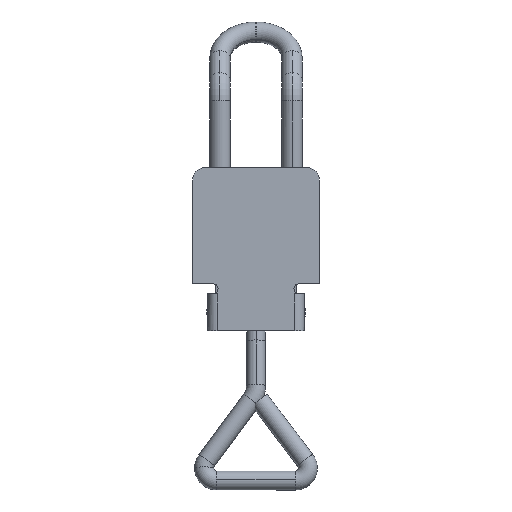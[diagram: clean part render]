
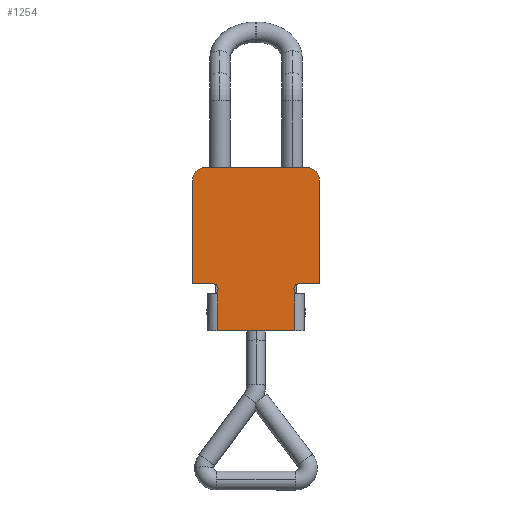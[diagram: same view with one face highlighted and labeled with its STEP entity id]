
A CAD part, front view. The second image highlights one B-rep face of the part: STEP entity #1254.
In plain terms, the highlighted planar face has unit normal (0, -1, 0).
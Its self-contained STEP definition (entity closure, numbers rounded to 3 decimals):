
#6 = VERTEX_POINT ( 'NONE', #3210 ) ;
#85 = EDGE_CURVE ( 'NONE', #5516, #5551, #5461, .T. ) ;
#93 = EDGE_CURVE ( 'NONE', #3196, #3735, #1829, .T. ) ;
#133 = CIRCLE ( 'NONE', #3602, 5. ) ;
#138 = ORIENTED_EDGE ( 'NONE', *, *, #5666, .F. ) ;
#184 = LINE ( 'NONE', #4308, #2604 ) ;
#189 = CIRCLE ( 'NONE', #3646, 2. ) ;
#191 = EDGE_CURVE ( 'NONE', #4260, #3196, #133, .T. ) ;
#389 = LINE ( 'NONE', #2817, #2668 ) ;
#433 = EDGE_LOOP ( 'NONE', ( #3882, #5468, #3837, #2356, #3891, #4935, #5005, #1388, #4624, #5777, #2686, #3115, #1199, #138 ) ) ;
#453 = FACE_OUTER_BOUND ( 'NONE', #433, .T. ) ;
#528 = CARTESIAN_POINT ( 'NONE',  ( -9.737, -3., -50. ) ) ;
#554 = VECTOR ( 'NONE', #3179, 1000. ) ;
#663 = CARTESIAN_POINT ( 'NONE',  ( -45., -3., -5. ) ) ;
#735 = DIRECTION ( 'NONE',  ( -1., 0., 0. ) ) ;
#746 = EDGE_CURVE ( 'NONE', #6, #1547, #189, .T. ) ;
#750 = CARTESIAN_POINT ( 'NONE',  ( -9.737, -3., -64.5 ) ) ;
#751 = CARTESIAN_POINT ( 'NONE',  ( -40.263, -3., -64.5 ) ) ;
#753 = VECTOR ( 'NONE', #5885, 1000. ) ;
#813 = VERTEX_POINT ( 'NONE', #1640 ) ;
#863 = CARTESIAN_POINT ( 'NONE',  ( -42., -3., -46. ) ) ;
#900 = VECTOR ( 'NONE', #735, 1000. ) ;
#924 = CARTESIAN_POINT ( 'NONE',  ( 0., -3., -5. ) ) ;
#985 = EDGE_CURVE ( 'NONE', #813, #4260, #184, .T. ) ;
#1076 = EDGE_CURVE ( 'NONE', #3735, #1532, #3093, .T. ) ;
#1123 = EDGE_CURVE ( 'NONE', #5516, #4625, #1367, .T. ) ;
#1199 = ORIENTED_EDGE ( 'NONE', *, *, #985, .F. ) ;
#1254 = ADVANCED_FACE ( 'NONE', ( #453 ), #4936, .T. ) ;
#1347 = DIRECTION ( 'NONE',  ( -1., 0., 0. ) ) ;
#1367 = LINE ( 'NONE', #750, #2671 ) ;
#1388 = ORIENTED_EDGE ( 'NONE', *, *, #4910, .F. ) ;
#1440 = DIRECTION ( 'NONE',  ( 0., -1., 0. ) ) ;
#1443 = CARTESIAN_POINT ( 'NONE',  ( 0., -3., -46. ) ) ;
#1532 = VERTEX_POINT ( 'NONE', #3072 ) ;
#1535 = CARTESIAN_POINT ( 'NONE',  ( -5., -3., 0. ) ) ;
#1547 = VERTEX_POINT ( 'NONE', #3459 ) ;
#1636 = LINE ( 'NONE', #4979, #2386 ) ;
#1640 = CARTESIAN_POINT ( 'NONE',  ( -50., -3., -46. ) ) ;
#1647 = AXIS2_PLACEMENT_3D ( 'NONE', #4794, #4811, #4815 ) ;
#1829 = LINE ( 'NONE', #3103, #554 ) ;
#1980 = AXIS2_PLACEMENT_3D ( 'NONE', #663, #5669, #5040 ) ;
#2042 = LINE ( 'NONE', #863, #4122 ) ;
#2245 = VERTEX_POINT ( 'NONE', #3768 ) ;
#2271 = DIRECTION ( 'NONE',  ( 0., 0., -1. ) ) ;
#2356 = ORIENTED_EDGE ( 'NONE', *, *, #85, .F. ) ;
#2386 = VECTOR ( 'NONE', #4851, 1000. ) ;
#2425 = EDGE_CURVE ( 'NONE', #2245, #3246, #4970, .T. ) ;
#2470 = EDGE_CURVE ( 'NONE', #6, #2567, #1636, .T. ) ;
#2529 = CARTESIAN_POINT ( 'NONE',  ( -9.737, -3., -64.5 ) ) ;
#2567 = VERTEX_POINT ( 'NONE', #5357 ) ;
#2604 = VECTOR ( 'NONE', #4320, 1000. ) ;
#2619 = EDGE_CURVE ( 'NONE', #2567, #5551, #5816, .T. ) ;
#2668 = VECTOR ( 'NONE', #2670, 1000. ) ;
#2670 = DIRECTION ( 'NONE',  ( 1., 0., 0. ) ) ;
#2671 = VECTOR ( 'NONE', #5765, 1000. ) ;
#2686 = ORIENTED_EDGE ( 'NONE', *, *, #93, .F. ) ;
#2817 = CARTESIAN_POINT ( 'NONE',  ( -45., -3., -50. ) ) ;
#2849 = DIRECTION ( 'NONE',  ( -1., 0., 0. ) ) ;
#3072 = CARTESIAN_POINT ( 'NONE',  ( 0., -3., -5. ) ) ;
#3093 = CIRCLE ( 'NONE', #3607, 5. ) ;
#3103 = CARTESIAN_POINT ( 'NONE',  ( -5., -3., 0. ) ) ;
#3107 = CARTESIAN_POINT ( 'NONE',  ( -6., -3., -64.5 ) ) ;
#3115 = ORIENTED_EDGE ( 'NONE', *, *, #191, .F. ) ;
#3179 = DIRECTION ( 'NONE',  ( 1., 0., 0. ) ) ;
#3196 = VERTEX_POINT ( 'NONE', #4943 ) ;
#3210 = CARTESIAN_POINT ( 'NONE',  ( -42., -3., -50. ) ) ;
#3246 = VERTEX_POINT ( 'NONE', #4397 ) ;
#3459 = CARTESIAN_POINT ( 'NONE',  ( -42., -3., -46. ) ) ;
#3464 = EDGE_CURVE ( 'NONE', #4625, #3246, #389, .T. ) ;
#3602 = AXIS2_PLACEMENT_3D ( 'NONE', #3787, #3790, #3803 ) ;
#3607 = AXIS2_PLACEMENT_3D ( 'NONE', #5346, #5353, #5356 ) ;
#3646 = AXIS2_PLACEMENT_3D ( 'NONE', #5817, #1440, #5838 ) ;
#3735 = VERTEX_POINT ( 'NONE', #1535 ) ;
#3753 = VERTEX_POINT ( 'NONE', #1443 ) ;
#3768 = CARTESIAN_POINT ( 'NONE',  ( -8., -3., -46. ) ) ;
#3787 = CARTESIAN_POINT ( 'NONE',  ( -45., -3., -5. ) ) ;
#3790 = DIRECTION ( 'NONE',  ( 0., 1., 0. ) ) ;
#3803 = DIRECTION ( 'NONE',  ( 0., 0., -1. ) ) ;
#3837 = ORIENTED_EDGE ( 'NONE', *, *, #2619, .T. ) ;
#3841 = LINE ( 'NONE', #924, #4961 ) ;
#3882 = ORIENTED_EDGE ( 'NONE', *, *, #746, .F. ) ;
#3883 = CARTESIAN_POINT ( 'NONE',  ( 0., -3., -46. ) ) ;
#3891 = ORIENTED_EDGE ( 'NONE', *, *, #1123, .T. ) ;
#4122 = VECTOR ( 'NONE', #1347, 1000. ) ;
#4165 = VECTOR ( 'NONE', #2849, 1000. ) ;
#4260 = VERTEX_POINT ( 'NONE', #4337 ) ;
#4308 = CARTESIAN_POINT ( 'NONE',  ( -50., -3., -5. ) ) ;
#4320 = DIRECTION ( 'NONE',  ( 0., 0., 1. ) ) ;
#4337 = CARTESIAN_POINT ( 'NONE',  ( -50., -3., -5. ) ) ;
#4362 = LINE ( 'NONE', #3883, #900 ) ;
#4397 = CARTESIAN_POINT ( 'NONE',  ( -8., -3., -50. ) ) ;
#4624 = ORIENTED_EDGE ( 'NONE', *, *, #5775, .F. ) ;
#4625 = VERTEX_POINT ( 'NONE', #528 ) ;
#4794 = CARTESIAN_POINT ( 'NONE',  ( -8., -3., -48. ) ) ;
#4811 = DIRECTION ( 'NONE',  ( 0., -1., 0. ) ) ;
#4815 = DIRECTION ( 'NONE',  ( 0., 0., 1. ) ) ;
#4851 = DIRECTION ( 'NONE',  ( 1., 0., 0. ) ) ;
#4910 = EDGE_CURVE ( 'NONE', #3753, #2245, #4362, .T. ) ;
#4935 = ORIENTED_EDGE ( 'NONE', *, *, #3464, .T. ) ;
#4936 = PLANE ( 'NONE',  #1980 ) ;
#4943 = CARTESIAN_POINT ( 'NONE',  ( -45., -3., 0. ) ) ;
#4961 = VECTOR ( 'NONE', #2271, 1000. ) ;
#4970 = CIRCLE ( 'NONE', #1647, 2. ) ;
#4979 = CARTESIAN_POINT ( 'NONE',  ( -45., -3., -50. ) ) ;
#5005 = ORIENTED_EDGE ( 'NONE', *, *, #2425, .F. ) ;
#5040 = DIRECTION ( 'NONE',  ( 0., 0., -1. ) ) ;
#5346 = CARTESIAN_POINT ( 'NONE',  ( -5., -3., -5. ) ) ;
#5353 = DIRECTION ( 'NONE',  ( 0., 1., 0. ) ) ;
#5356 = DIRECTION ( 'NONE',  ( 0., 0., 1. ) ) ;
#5357 = CARTESIAN_POINT ( 'NONE',  ( -40.263, -3., -50. ) ) ;
#5461 = LINE ( 'NONE', #3107, #4165 ) ;
#5468 = ORIENTED_EDGE ( 'NONE', *, *, #2470, .T. ) ;
#5516 = VERTEX_POINT ( 'NONE', #2529 ) ;
#5551 = VERTEX_POINT ( 'NONE', #751 ) ;
#5666 = EDGE_CURVE ( 'NONE', #1547, #813, #2042, .T. ) ;
#5669 = DIRECTION ( 'NONE',  ( 0., -1., 0. ) ) ;
#5765 = DIRECTION ( 'NONE',  ( 0., 0., 1. ) ) ;
#5775 = EDGE_CURVE ( 'NONE', #1532, #3753, #3841, .T. ) ;
#5777 = ORIENTED_EDGE ( 'NONE', *, *, #1076, .F. ) ;
#5816 = LINE ( 'NONE', #5950, #753 ) ;
#5817 = CARTESIAN_POINT ( 'NONE',  ( -42., -3., -48. ) ) ;
#5838 = DIRECTION ( 'NONE',  ( 0., 0., 1. ) ) ;
#5885 = DIRECTION ( 'NONE',  ( 0., 0., -1. ) ) ;
#5950 = CARTESIAN_POINT ( 'NONE',  ( -40.263, -3., -50. ) ) ;
